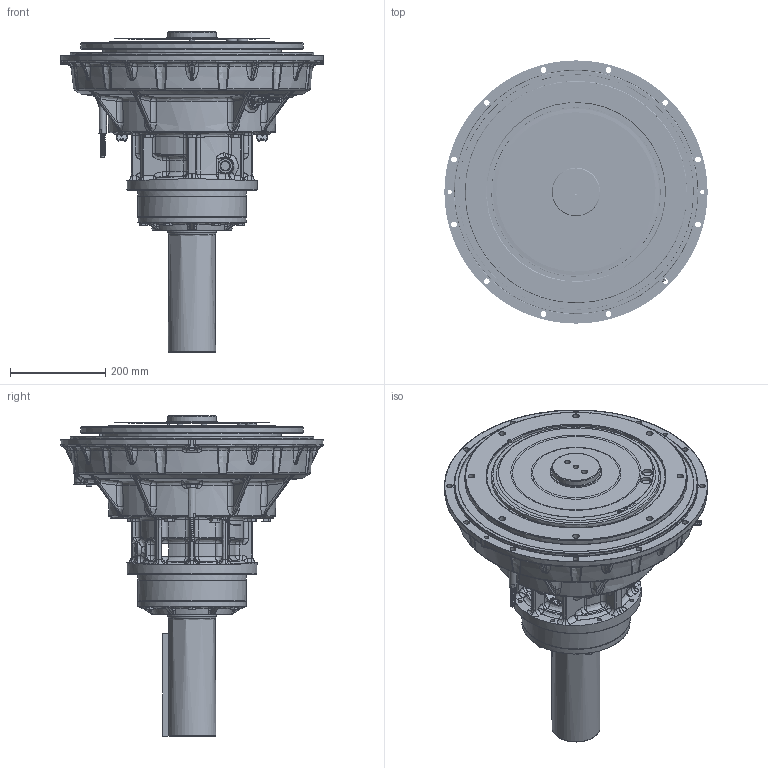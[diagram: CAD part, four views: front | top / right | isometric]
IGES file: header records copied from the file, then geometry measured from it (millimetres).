
Start section: SolidWorks IGES file using analytic representation for surfaces
Global section: file name: 1029135A.igs; native system: SolidWorks 2019; preprocessor: SolidWorks 2019; author: smtservice; date: 210525.160543; units: inch
Bounding box: 554.04 x 552.29 x 673.2 mm (x, y, z)
Surface area: 1587259.7 mm2 (no closed solid volume)
Topology: 0 solids, 1 shells, 1794 faces, 31146 edges, 31002 vertices
Faces by surface type: bspline 1217, revolution 577
